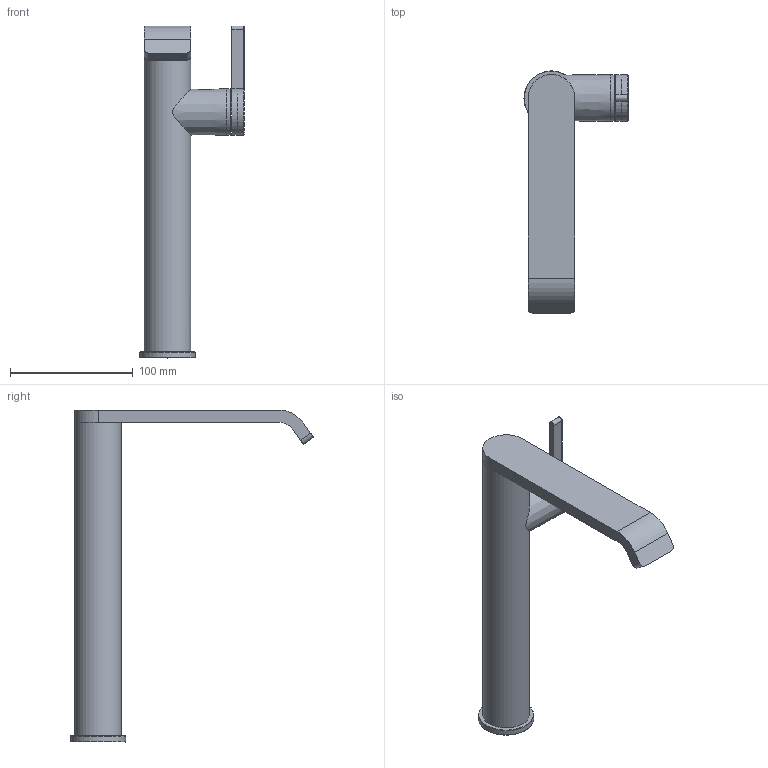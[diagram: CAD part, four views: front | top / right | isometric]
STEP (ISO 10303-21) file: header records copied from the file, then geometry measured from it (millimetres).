
FILE_DESCRIPTION(/* description */ (''),/* implementation_level */ '2;1');
FILE_NAME(/* name */ '3D_TVW106119152_Dawn.step',/* time_stamp */ '2023-01-19T16:36:09+01:00',/* author */ (''),/* organization */ (''),/* preprocessor_version */ 'ST-DEVELOPER v19.2',/* originating_system */ 'Autodesk Translation Framework v11.17.0.187',/* authorisation */ '');
FILE_SCHEMA (('AUTOMOTIVE_DESIGN { 1 0 10303 214 3 1 1 }'));
Length unit declared in the file: millimetre
Products named in the file (13): (Nicht gespeichert); 01000347_AF0_ASM; 01000346_AF1_ASM; 01000345_AF1; 12000703_AF1; 05000016; 17000084_AF0_ASM; 02000397_AF0_ASM; 02000396_AF0; 12000518_AF0; 12000701_AF0; 16002256_AF0_ASM; 03000231_AF0
Assembly tree (12 placements, depth 4):
  (Nicht gespeichert)
    01000347_AF0_ASM
      01000346_AF1_ASM
        01000345_AF1
        12000703_AF1
    05000016
    17000084_AF0_ASM
      02000397_AF0_ASM
        02000396_AF0
    12000518_AF0
    12000701_AF0
    16002256_AF0_ASM
      03000231_AF0
Bounding box: 84.7 x 197.5 x 270 mm (x, y, z)
Volume: 404133.4 mm3; surface area: 71357.5 mm2
Topology: 7 solids, 8 shells, 128 faces, 278 edges, 174 vertices
Faces by surface type: plane 54, cylinder 39, cone 21, torus 7, bspline 5, sphere 2
Full cylindrical faces by diameter (mm): 4.9 x1, 6.5 x1, 7.2 x1, 30.2 x1, 33.2 x1, 35 x2, 35.2 x1, 37 x1, 38 x2, 44.8 x1
Entity records: 5470 total; most frequent: CARTESIAN_POINT 2285, DIRECTION 674, ORIENTED_EDGE 555, EDGE_CURVE 278, AXIS2_PLACEMENT_3D 269, VERTEX_POINT 174, EDGE_LOOP 139, LINE 136
